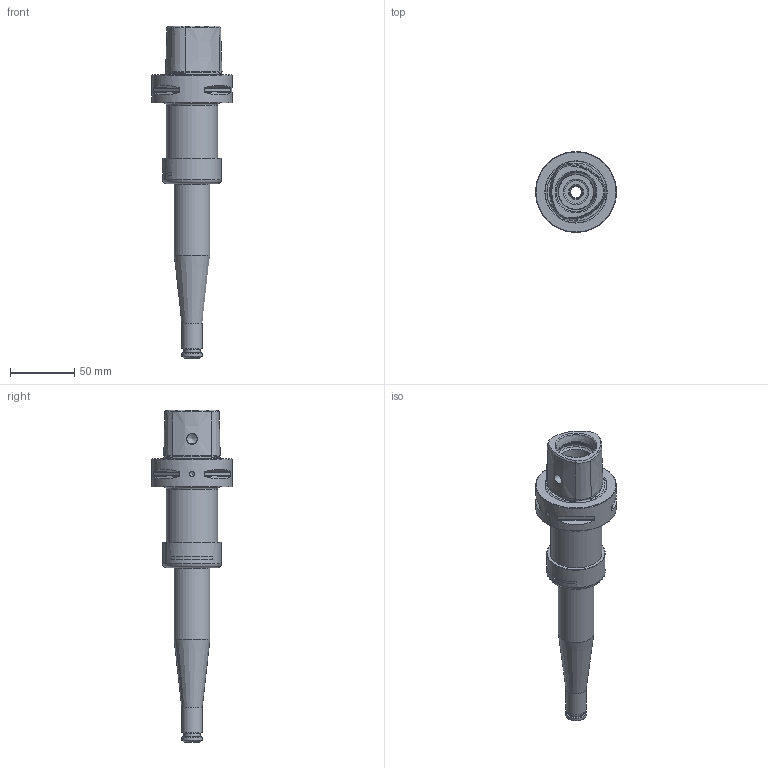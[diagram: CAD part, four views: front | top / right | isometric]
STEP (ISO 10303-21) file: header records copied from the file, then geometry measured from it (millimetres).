
FILE_DESCRIPTION(/* description */ (''),/* implementation_level */ '2;1');
FILE_NAME(/* name */ '888671050.stp',/* time_stamp */ '2023-03-15T12:26:50',/* author */ ('Ratnasingam Jekanthan'),/* organization */ ('REGO-FIX'),/* preprocessor_version */ ' Unknown',/* originating_system */ 'SIEMENS PLM Software Solid Edge ST10',/* authorization */ 'Unknown');
FILE_SCHEMA (('AUTOMOTIVE_DESIGN { 1 0 10303 214 2 1 1}'));
Length unit declared in the file: millimetre
Products named in the file (1): NOCUT
Bounding box: 63 x 63 x 259 mm (x, y, z)
Volume: 219518.4 mm3; surface area: 51536.3 mm2
Topology: 1 solids, 3 shells, 169 faces, 390 edges, 240 vertices
Faces by surface type: cone 76, plane 36, cylinder 36, torus 21
Full cylindrical faces by diameter (mm): 4 x1, 8.1 x2, 9 x1, 10 x2, 13 x1, 16 x2, 17.835 x2, 23.8 x1, 24.7 x1, 25 x1, 28 x3, 29 x1, 32 x1, 33 x1, 34 x1, 38.376 x1, 40 x1, 40.05 x1, 43.3 x1, 45.65 x1, 63 x1
Entity records: 5412 total; most frequent: CARTESIAN_POINT 900, DIRECTION 712, ORIENTED_EDGE 546, AXIS2_PLACEMENT_3D 322, FACE_BOUND 276, EDGE_CURVE 273, EDGE_LOOP 273, VERTEX_POINT 209
